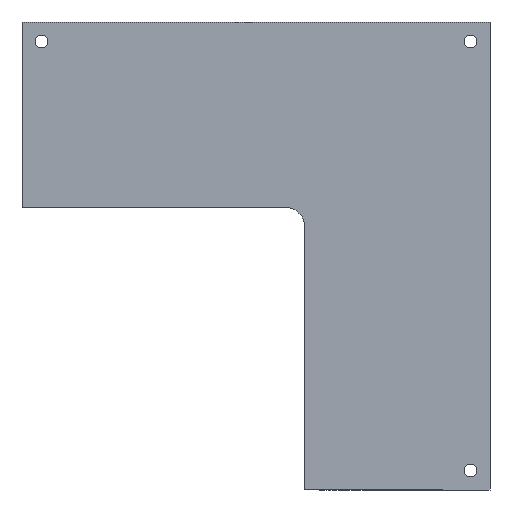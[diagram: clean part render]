
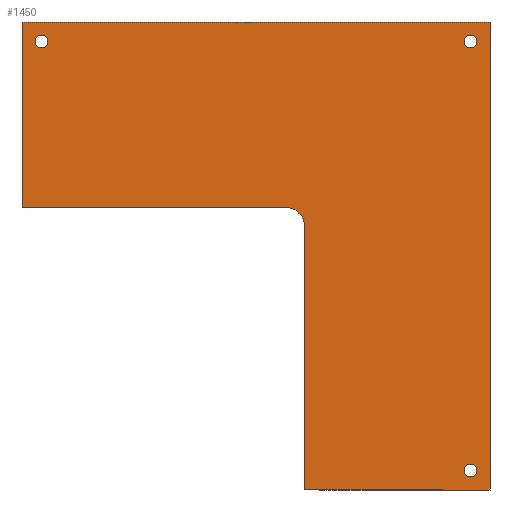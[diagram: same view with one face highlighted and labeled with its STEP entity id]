
A CAD part, front view. The second image highlights one B-rep face of the part: STEP entity #1450.
In plain terms, the highlighted planar face has unit normal (0, -1, 0).
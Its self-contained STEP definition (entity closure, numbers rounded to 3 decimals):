
#1 = DIRECTION ( 'NONE',  ( 0., 1., 0. ) ) ;
#7 = EDGE_CURVE ( 'NONE', #740, #1476, #896, .T. ) ;
#15 = DIRECTION ( 'NONE',  ( 0., 0., 1. ) ) ;
#27 = DIRECTION ( 'NONE',  ( 0., 0., 1. ) ) ;
#31 = CARTESIAN_POINT ( 'NONE',  ( -67.5, 0., 42.5 ) ) ;
#94 = ORIENTED_EDGE ( 'NONE', *, *, #1141, .T. ) ;
#130 = CARTESIAN_POINT ( 'NONE',  ( 0., 0., -5. ) ) ;
#136 = CARTESIAN_POINT ( 'NONE',  ( -67.5, 0., 40.85 ) ) ;
#155 = CIRCLE ( 'NONE', #469, 1.65 ) ;
#166 = CARTESIAN_POINT ( 'NONE',  ( -5., 0., 0. ) ) ;
#179 = LINE ( 'NONE', #1119, #1000 ) ;
#182 = VERTEX_POINT ( 'NONE', #1080 ) ;
#194 = DIRECTION ( 'NONE',  ( 0., 1., 0. ) ) ;
#245 = CARTESIAN_POINT ( 'NONE',  ( -67.5, 0., 44.15 ) ) ;
#255 = CARTESIAN_POINT ( 'NONE',  ( 42.5, 0., -67.5 ) ) ;
#270 = EDGE_CURVE ( 'NONE', #1156, #1210, #822, .T. ) ;
#271 = FACE_BOUND ( 'NONE', #1084, .T. ) ;
#295 = AXIS2_PLACEMENT_3D ( 'NONE', #1013, #1435, #642 ) ;
#336 = DIRECTION ( 'NONE',  ( 1., 0., 0. ) ) ;
#349 = AXIS2_PLACEMENT_3D ( 'NONE', #957, #1232, #664 ) ;
#368 = DIRECTION ( 'NONE',  ( 0., 0., -1. ) ) ;
#384 = VERTEX_POINT ( 'NONE', #166 ) ;
#391 = VERTEX_POINT ( 'NONE', #449 ) ;
#392 = VECTOR ( 'NONE', #1347, 1000. ) ;
#393 = CARTESIAN_POINT ( 'NONE',  ( 0., 0., 0. ) ) ;
#409 = ORIENTED_EDGE ( 'NONE', *, *, #527, .T. ) ;
#411 = CIRCLE ( 'NONE', #442, 5. ) ;
#412 = ORIENTED_EDGE ( 'NONE', *, *, #1703, .F. ) ;
#438 = DIRECTION ( 'NONE',  ( 0., 1., 0. ) ) ;
#442 = AXIS2_PLACEMENT_3D ( 'NONE', #927, #1354, #15 ) ;
#449 = CARTESIAN_POINT ( 'NONE',  ( 42.5, 0., 40.85 ) ) ;
#469 = AXIS2_PLACEMENT_3D ( 'NONE', #1615, #194, #1646 ) ;
#483 = ORIENTED_EDGE ( 'NONE', *, *, #1324, .T. ) ;
#527 = EDGE_CURVE ( 'NONE', #911, #1034, #1042, .T. ) ;
#553 = DIRECTION ( 'NONE',  ( 0., 0., 1. ) ) ;
#568 = ORIENTED_EDGE ( 'NONE', *, *, #1722, .F. ) ;
#586 = ORIENTED_EDGE ( 'NONE', *, *, #270, .F. ) ;
#603 = CIRCLE ( 'NONE', #349, 1.65 ) ;
#615 = ORIENTED_EDGE ( 'NONE', *, *, #1379, .T. ) ;
#642 = DIRECTION ( 'NONE',  ( 0., 0., 1. ) ) ;
#644 = ORIENTED_EDGE ( 'NONE', *, *, #1640, .T. ) ;
#650 = EDGE_CURVE ( 'NONE', #1575, #391, #1682, .T. ) ;
#664 = DIRECTION ( 'NONE',  ( 0., 0., 1. ) ) ;
#732 = EDGE_LOOP ( 'NONE', ( #409, #1173 ) ) ;
#740 = VERTEX_POINT ( 'NONE', #245 ) ;
#750 = ORIENTED_EDGE ( 'NONE', *, *, #650, .T. ) ;
#761 = CARTESIAN_POINT ( 'NONE',  ( 47.5, 0., 0. ) ) ;
#765 = ORIENTED_EDGE ( 'NONE', *, *, #7, .T. ) ;
#773 = CARTESIAN_POINT ( 'NONE',  ( 47.5, 0., -72.5 ) ) ;
#814 = CARTESIAN_POINT ( 'NONE',  ( 0., 0., 0. ) ) ;
#822 = LINE ( 'NONE', #393, #392 ) ;
#886 = CARTESIAN_POINT ( 'NONE',  ( 0., 0., 47.5 ) ) ;
#889 = VERTEX_POINT ( 'NONE', #928 ) ;
#891 = ORIENTED_EDGE ( 'NONE', *, *, #1549, .T. ) ;
#896 = CIRCLE ( 'NONE', #1121, 1.65 ) ;
#909 = AXIS2_PLACEMENT_3D ( 'NONE', #255, #1095, #27 ) ;
#910 = FACE_BOUND ( 'NONE', #1313, .T. ) ;
#911 = VERTEX_POINT ( 'NONE', #1308 ) ;
#918 = LINE ( 'NONE', #1544, #1011 ) ;
#920 = FACE_OUTER_BOUND ( 'NONE', #1426, .T. ) ;
#927 = CARTESIAN_POINT ( 'NONE',  ( -5., 0., -5. ) ) ;
#928 = CARTESIAN_POINT ( 'NONE',  ( 47.5, 0., 47.5 ) ) ;
#947 = FACE_BOUND ( 'NONE', #732, .T. ) ;
#957 = CARTESIAN_POINT ( 'NONE',  ( 42.5, 0., 42.5 ) ) ;
#1000 = VECTOR ( 'NONE', #336, 1000. ) ;
#1002 = VERTEX_POINT ( 'NONE', #1355 ) ;
#1011 = VECTOR ( 'NONE', #1283, 1000. ) ;
#1013 = CARTESIAN_POINT ( 'NONE',  ( 42.5, 0., -67.5 ) ) ;
#1034 = VERTEX_POINT ( 'NONE', #1096 ) ;
#1036 = PLANE ( 'NONE',  #1088 ) ;
#1042 = CIRCLE ( 'NONE', #295, 1.65 ) ;
#1080 = CARTESIAN_POINT ( 'NONE',  ( -72.5, 0., 47.5 ) ) ;
#1084 = EDGE_LOOP ( 'NONE', ( #765, #1120 ) ) ;
#1088 = AXIS2_PLACEMENT_3D ( 'NONE', #814, #1, #1303 ) ;
#1095 = DIRECTION ( 'NONE',  ( 0., 1., 0. ) ) ;
#1096 = CARTESIAN_POINT ( 'NONE',  ( 42.5, 0., -69.15 ) ) ;
#1119 = CARTESIAN_POINT ( 'NONE',  ( 0., 0., -72.5 ) ) ;
#1120 = ORIENTED_EDGE ( 'NONE', *, *, #1647, .T. ) ;
#1121 = AXIS2_PLACEMENT_3D ( 'NONE', #31, #438, #553 ) ;
#1135 = DIRECTION ( 'NONE',  ( 0., 0., -1. ) ) ;
#1141 = EDGE_CURVE ( 'NONE', #889, #182, #1546, .T. ) ;
#1156 = VERTEX_POINT ( 'NONE', #1691 ) ;
#1168 = VERTEX_POINT ( 'NONE', #773 ) ;
#1173 = ORIENTED_EDGE ( 'NONE', *, *, #1364, .T. ) ;
#1210 = VERTEX_POINT ( 'NONE', #130 ) ;
#1213 = CARTESIAN_POINT ( 'NONE',  ( 42.5, 0., 42.5 ) ) ;
#1221 = DIRECTION ( 'NONE',  ( 0., 1., 0. ) ) ;
#1232 = DIRECTION ( 'NONE',  ( 0., 1., 0. ) ) ;
#1256 = CARTESIAN_POINT ( 'NONE',  ( -72.5, 0., 0. ) ) ;
#1267 = AXIS2_PLACEMENT_3D ( 'NONE', #1213, #1221, #1318 ) ;
#1283 = DIRECTION ( 'NONE',  ( -1., 0., 0. ) ) ;
#1303 = DIRECTION ( 'NONE',  ( 0., 0., 1. ) ) ;
#1308 = CARTESIAN_POINT ( 'NONE',  ( 42.5, 0., -65.85 ) ) ;
#1313 = EDGE_LOOP ( 'NONE', ( #750, #615 ) ) ;
#1318 = DIRECTION ( 'NONE',  ( 0., 0., 1. ) ) ;
#1324 = EDGE_CURVE ( 'NONE', #384, #1210, #411, .T. ) ;
#1347 = DIRECTION ( 'NONE',  ( 0., 0., 1. ) ) ;
#1354 = DIRECTION ( 'NONE',  ( 0., 1., 0. ) ) ;
#1355 = CARTESIAN_POINT ( 'NONE',  ( -72.5, 0., 0. ) ) ;
#1364 = EDGE_CURVE ( 'NONE', #1034, #911, #1611, .T. ) ;
#1365 = VECTOR ( 'NONE', #1135, 1000. ) ;
#1379 = EDGE_CURVE ( 'NONE', #391, #1575, #603, .T. ) ;
#1404 = CARTESIAN_POINT ( 'NONE',  ( 42.5, 0., 44.15 ) ) ;
#1417 = DIRECTION ( 'NONE',  ( -1., 0., 0. ) ) ;
#1426 = EDGE_LOOP ( 'NONE', ( #412, #94, #891, #568, #483, #586, #644 ) ) ;
#1435 = DIRECTION ( 'NONE',  ( 0., 1., 0. ) ) ;
#1450 = ADVANCED_FACE ( 'NONE', ( #947, #910, #271, #920 ), #1036, .F. ) ;
#1476 = VERTEX_POINT ( 'NONE', #136 ) ;
#1491 = LINE ( 'NONE', #1256, #1365 ) ;
#1544 = CARTESIAN_POINT ( 'NONE',  ( 0., 0., 0. ) ) ;
#1546 = LINE ( 'NONE', #886, #1685 ) ;
#1549 = EDGE_CURVE ( 'NONE', #182, #1002, #1491, .T. ) ;
#1550 = LINE ( 'NONE', #761, #1558 ) ;
#1558 = VECTOR ( 'NONE', #368, 1000. ) ;
#1575 = VERTEX_POINT ( 'NONE', #1404 ) ;
#1611 = CIRCLE ( 'NONE', #909, 1.65 ) ;
#1615 = CARTESIAN_POINT ( 'NONE',  ( -67.5, 0., 42.5 ) ) ;
#1640 = EDGE_CURVE ( 'NONE', #1156, #1168, #179, .T. ) ;
#1646 = DIRECTION ( 'NONE',  ( 0., 0., 1. ) ) ;
#1647 = EDGE_CURVE ( 'NONE', #1476, #740, #155, .T. ) ;
#1682 = CIRCLE ( 'NONE', #1267, 1.65 ) ;
#1685 = VECTOR ( 'NONE', #1417, 1000. ) ;
#1691 = CARTESIAN_POINT ( 'NONE',  ( 0., 0., -72.5 ) ) ;
#1703 = EDGE_CURVE ( 'NONE', #889, #1168, #1550, .T. ) ;
#1722 = EDGE_CURVE ( 'NONE', #384, #1002, #918, .T. ) ;
